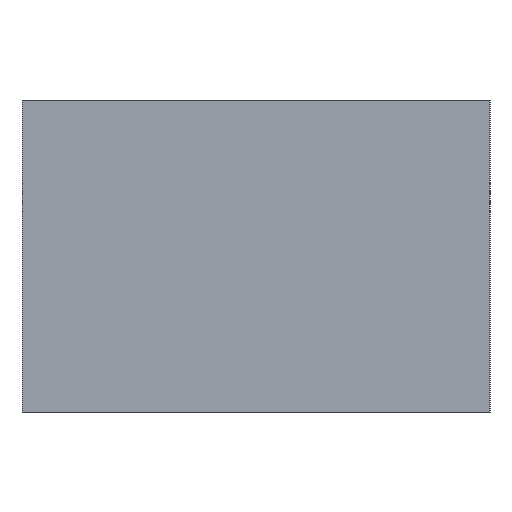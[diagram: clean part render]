
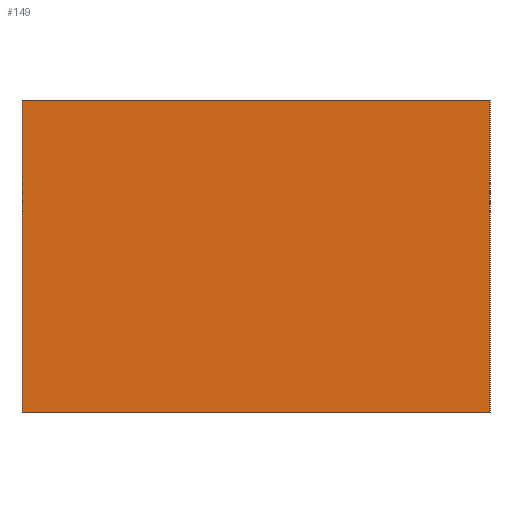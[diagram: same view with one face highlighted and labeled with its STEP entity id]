
A CAD part, left-side view. The second image highlights one B-rep face of the part: STEP entity #149.
In plain terms, the highlighted planar face has unit normal (-1, 0, 0).
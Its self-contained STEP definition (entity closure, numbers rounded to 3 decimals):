
#21=PLANE('',#184);
#29=FACE_OUTER_BOUND('',#39,.T.);
#39=EDGE_LOOP('',(#122,#123,#124,#125));
#50=LINE('',#249,#64);
#52=LINE('',#254,#66);
#53=LINE('',#255,#67);
#54=LINE('',#256,#68);
#64=VECTOR('',#209,10.);
#66=VECTOR('',#213,10.);
#67=VECTOR('',#214,10.);
#68=VECTOR('',#215,10.);
#84=VERTEX_POINT('',#246);
#85=VERTEX_POINT('',#248);
#86=VERTEX_POINT('',#252);
#87=VERTEX_POINT('',#253);
#98=EDGE_CURVE('',#85,#84,#50,.T.);
#100=EDGE_CURVE('',#86,#87,#52,.T.);
#101=EDGE_CURVE('',#85,#87,#53,.T.);
#102=EDGE_CURVE('',#86,#84,#54,.T.);
#122=ORIENTED_EDGE('',*,*,#100,.T.);
#123=ORIENTED_EDGE('',*,*,#101,.F.);
#124=ORIENTED_EDGE('',*,*,#98,.T.);
#125=ORIENTED_EDGE('',*,*,#102,.F.);
#149=ADVANCED_FACE('',(#29),#21,.T.);
#184=AXIS2_PLACEMENT_3D('',#251,#211,#212);
#209=DIRECTION('',(0.,-1.,0.));
#211=DIRECTION('center_axis',(-1.,0.,0.));
#212=DIRECTION('ref_axis',(0.,0.,1.));
#213=DIRECTION('',(0.,1.,0.));
#214=DIRECTION('',(0.,0.,1.));
#215=DIRECTION('',(0.,0.,-1.));
#246=CARTESIAN_POINT('',(-12.5,-7.5,-5.));
#248=CARTESIAN_POINT('',(-12.5,7.5,-5.));
#249=CARTESIAN_POINT('',(-12.5,7.5,-5.));
#251=CARTESIAN_POINT('Origin',(-12.5,-7.5,0.));
#252=CARTESIAN_POINT('',(-12.5,-7.5,5.));
#253=CARTESIAN_POINT('',(-12.5,7.5,5.));
#254=CARTESIAN_POINT('',(-12.5,7.5,5.));
#255=CARTESIAN_POINT('',(-12.5,7.5,0.));
#256=CARTESIAN_POINT('',(-12.5,-7.5,0.));
